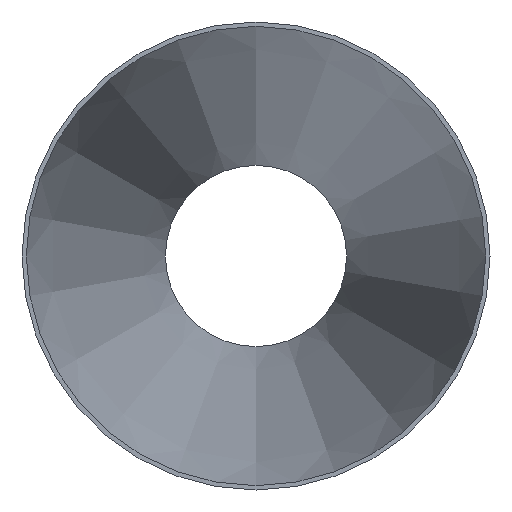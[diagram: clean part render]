
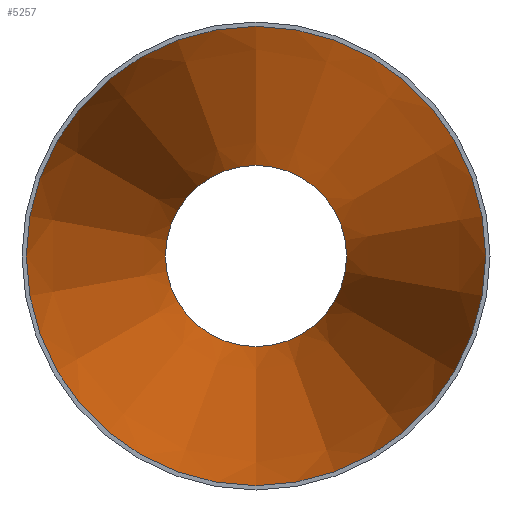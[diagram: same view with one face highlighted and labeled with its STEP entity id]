
A CAD part, front view. The second image highlights one B-rep face of the part: STEP entity #5257.
In plain terms, the highlighted conical face has half-angle 9.453 degrees and reference radius 107.522 mm.
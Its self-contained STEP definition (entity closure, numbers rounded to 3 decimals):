
#443 = CARTESIAN_POINT ( 'NONE',  ( 0., 391., -42.422 ) ) ;
#1028 = AXIS2_PLACEMENT_3D ( 'NONE', #4375, #22112, #27082 ) ;
#3127 = VERTEX_POINT ( 'NONE', #25534 ) ;
#3959 = DIRECTION ( 'NONE',  ( 0., 0., -1. ) ) ;
#4375 = CARTESIAN_POINT ( 'NONE',  ( 0., 0., 0. ) ) ;
#5257 = ADVANCED_FACE ( 'NONE', ( #20329, #29360 ), #23496, .F. ) ;
#6226 = CIRCLE ( 'NONE', #23015, 42.422 ) ;
#8400 = CARTESIAN_POINT ( 'NONE',  ( 0., 391., 0. ) ) ;
#8552 = EDGE_CURVE ( 'NONE', #16370, #16370, #6226, .T. ) ;
#9985 = EDGE_LOOP ( 'NONE', ( #25337 ) ) ;
#14874 = AXIS2_PLACEMENT_3D ( 'NONE', #17932, #29504, #3959 ) ;
#16370 = VERTEX_POINT ( 'NONE', #443 ) ;
#17572 = EDGE_CURVE ( 'NONE', #3127, #3127, #26886, .T. ) ;
#17932 = CARTESIAN_POINT ( 'NONE',  ( 0., 0., 0. ) ) ;
#19804 = DIRECTION ( 'NONE',  ( 0., -1., 0. ) ) ;
#20329 = FACE_BOUND ( 'NONE', #21036, .T. ) ;
#21036 = EDGE_LOOP ( 'NONE', ( #24860 ) ) ;
#22112 = DIRECTION ( 'NONE',  ( 0., -1., 0. ) ) ;
#23015 = AXIS2_PLACEMENT_3D ( 'NONE', #8400, #19804, #28982 ) ;
#23496 = CONICAL_SURFACE ( 'NONE', #14874, 107.522, 0.165 ) ;
#24860 = ORIENTED_EDGE ( 'NONE', *, *, #8552, .F. ) ;
#25337 = ORIENTED_EDGE ( 'NONE', *, *, #17572, .T. ) ;
#25534 = CARTESIAN_POINT ( 'NONE',  ( 0., 0., -107.522 ) ) ;
#26886 = CIRCLE ( 'NONE', #1028, 107.522 ) ;
#27082 = DIRECTION ( 'NONE',  ( 0., 0., -1. ) ) ;
#28982 = DIRECTION ( 'NONE',  ( 0., 0., -1. ) ) ;
#29360 = FACE_OUTER_BOUND ( 'NONE', #9985, .T. ) ;
#29504 = DIRECTION ( 'NONE',  ( 0., -1., 0. ) ) ;
